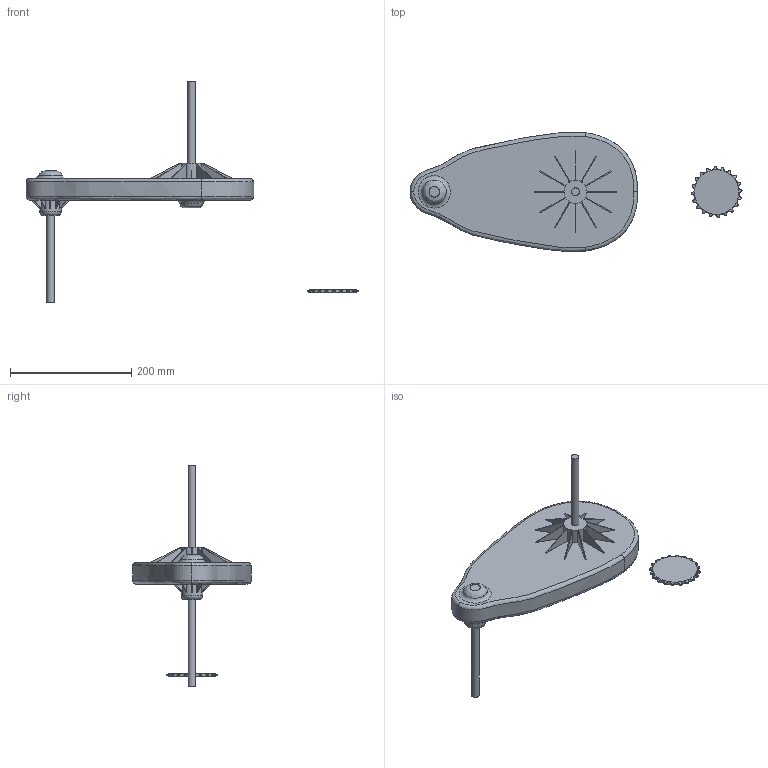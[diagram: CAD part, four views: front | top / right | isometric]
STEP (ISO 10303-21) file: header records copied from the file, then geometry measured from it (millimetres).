
FILE_DESCRIPTION(/* description */ (''),/* implementation_level */ '2;1');
FILE_NAME(/* name */ 'Transmission project v3.step',/* time_stamp */ '2021-04-14T20:03:36-04:00',/* author */ (''),/* organization */ (''),/* preprocessor_version */ 'ST-DEVELOPER v18.1',/* originating_system */ 'Autodesk Translation Framework v9.10.0.1330',/* authorisation */ '');
FILE_SCHEMA (('AUTOMOTIVE_DESIGN { 1 0 10303 214 3 1 1 }'));
Products named in the file (8): Transmission project; Healical Gear (36L@30.00); Healical Gear (50R@30.00); Healical Gear (12R@30.00) (1); Main Shaft (1); Lower Case; Output shaft; Lid (2)
Assembly tree (7 placements, depth 2):
  Transmission project
    Healical Gear (36L@30.00)
    Healical Gear (50R@30.00)
    Healical Gear (12R@30.00) (1)
    Main Shaft (1)
    Lower Case
    Output shaft
    Lid (2)
Bounding box: 546.67 x 195.6 x 364.49 mm (x, y, z)
Volume: 1411645.9 mm3; surface area: 456479.2 mm2
Topology: 8 solids, 8 shells, 737 faces, 2141 edges, 1425 vertices
Faces by surface type: bspline 340, cylinder 224, plane 168, torus 3, cone 2
Full cylindrical faces by diameter (mm): 12.7 x9, 15.24 x6, 20.962 x1, 25.4 x7, 35.634 x1, 38.1 x4
Entity records: 48299 total; most frequent: CARTESIAN_POINT 31830, ORIENTED_EDGE 4304, DIRECTION 2226, EDGE_CURVE 2152, VERTEX_POINT 1425, AXIS2_PLACEMENT_3D 864, EDGE_LOOP 789, B_SPLINE_CURVE_WITH_KNOTS 778
